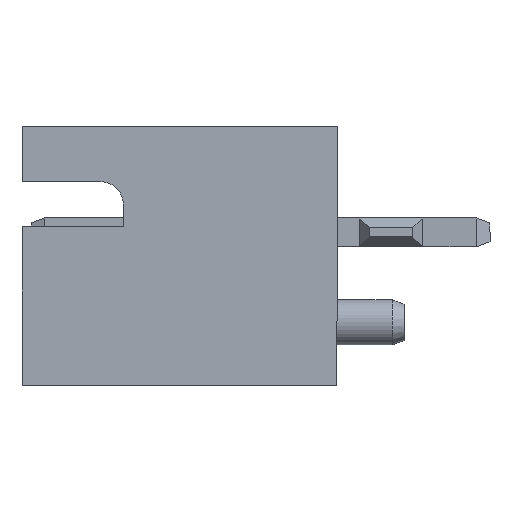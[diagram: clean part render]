
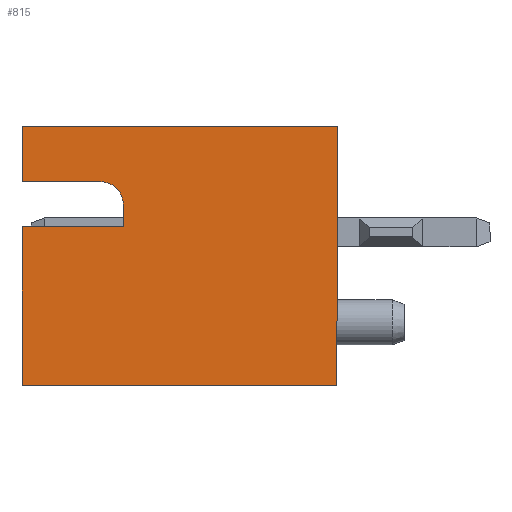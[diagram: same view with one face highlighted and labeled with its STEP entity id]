
A CAD part, left-side view. The second image highlights one B-rep face of the part: STEP entity #815.
In plain terms, the highlighted face is planar.
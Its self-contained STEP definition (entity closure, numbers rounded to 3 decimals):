
#15 = FACE_OUTER_BOUND ( 'NONE', #2034, .T. ) ;
#40 = LINE ( 'NONE', #1199, #3555 ) ;
#77 = VECTOR ( 'NONE', #191, 1000. ) ;
#90 = CARTESIAN_POINT ( 'NONE',  ( 7.45, 4.75, -0.625 ) ) ;
#110 = AXIS2_PLACEMENT_3D ( 'NONE', #1775, #3406, #1438 ) ;
#191 = DIRECTION ( 'NONE',  ( 0., -1., 0. ) ) ;
#226 = CIRCLE ( 'NONE', #110, 0.5 ) ;
#284 = DIRECTION ( 'NONE',  ( 0., 0., 1. ) ) ;
#425 = CARTESIAN_POINT ( 'NONE',  ( 7.45, 4.75, -0.625 ) ) ;
#446 = VERTEX_POINT ( 'NONE', #3059 ) ;
#550 = LINE ( 'NONE', #2257, #1106 ) ;
#742 = EDGE_CURVE ( 'NONE', #2982, #2415, #1259, .T. ) ;
#795 = LINE ( 'NONE', #1944, #1868 ) ;
#815 = ADVANCED_FACE ( 'NONE', ( #15 ), #1972, .T. ) ;
#860 = DIRECTION ( 'NONE',  ( 0., 0., -1. ) ) ;
#913 = CARTESIAN_POINT ( 'NONE',  ( 7.45, 7., 0. ) ) ;
#1007 = EDGE_CURVE ( 'NONE', #2819, #3586, #3178, .T. ) ;
#1105 = ORIENTED_EDGE ( 'NONE', *, *, #3552, .F. ) ;
#1106 = VECTOR ( 'NONE', #1124, 1000. ) ;
#1124 = DIRECTION ( 'NONE',  ( 0., 0., 1. ) ) ;
#1133 = DIRECTION ( 'NONE',  ( 1., 0., 0. ) ) ;
#1150 = LINE ( 'NONE', #913, #1813 ) ;
#1152 = DIRECTION ( 'NONE',  ( 0., 0., 1. ) ) ;
#1199 = CARTESIAN_POINT ( 'NONE',  ( 7.45, 7., -1.125 ) ) ;
#1259 = LINE ( 'NONE', #2712, #77 ) ;
#1307 = LINE ( 'NONE', #2156, #1927 ) ;
#1398 = VERTEX_POINT ( 'NONE', #3410 ) ;
#1438 = DIRECTION ( 'NONE',  ( 0., 0., 1. ) ) ;
#1512 = EDGE_CURVE ( 'NONE', #3260, #446, #795, .T. ) ;
#1621 = CARTESIAN_POINT ( 'NONE',  ( 7.45, 5.25, -1.125 ) ) ;
#1656 = DIRECTION ( 'NONE',  ( 0., 0., 1. ) ) ;
#1775 = CARTESIAN_POINT ( 'NONE',  ( 7.45, 5.25, -0.625 ) ) ;
#1813 = VECTOR ( 'NONE', #284, 1000. ) ;
#1859 = LINE ( 'NONE', #2064, #2787 ) ;
#1868 = VECTOR ( 'NONE', #1656, 1000. ) ;
#1922 = CARTESIAN_POINT ( 'NONE',  ( 7.45, 4.75, -0.125 ) ) ;
#1927 = VECTOR ( 'NONE', #2691, 1000. ) ;
#1944 = CARTESIAN_POINT ( 'NONE',  ( 7.45, 7., 0. ) ) ;
#1972 = PLANE ( 'NONE',  #3173 ) ;
#1985 = VERTEX_POINT ( 'NONE', #1621 ) ;
#2034 = EDGE_LOOP ( 'NONE', ( #2928, #2083, #3581, #3467, #2238, #2220, #3304, #1105, #2805 ) ) ;
#2064 = CARTESIAN_POINT ( 'NONE',  ( 7.45, 7., -2.35 ) ) ;
#2083 = ORIENTED_EDGE ( 'NONE', *, *, #3374, .T. ) ;
#2084 = EDGE_CURVE ( 'NONE', #3586, #1398, #1307, .T. ) ;
#2145 = CARTESIAN_POINT ( 'NONE',  ( 7.45, 0., 3.4 ) ) ;
#2156 = CARTESIAN_POINT ( 'NONE',  ( 7.45, 7., -0.125 ) ) ;
#2220 = ORIENTED_EDGE ( 'NONE', *, *, #742, .T. ) ;
#2238 = ORIENTED_EDGE ( 'NONE', *, *, #3075, .T. ) ;
#2257 = CARTESIAN_POINT ( 'NONE',  ( 7.45, 0., 0. ) ) ;
#2342 = CARTESIAN_POINT ( 'NONE',  ( 7.45, 0., -2.35 ) ) ;
#2415 = VERTEX_POINT ( 'NONE', #2145 ) ;
#2691 = DIRECTION ( 'NONE',  ( 0., 1., 0. ) ) ;
#2712 = CARTESIAN_POINT ( 'NONE',  ( 7.45, 7., 3.4 ) ) ;
#2773 = CARTESIAN_POINT ( 'NONE',  ( 7.45, 7., 3.4 ) ) ;
#2787 = VECTOR ( 'NONE', #3169, 1000. ) ;
#2805 = ORIENTED_EDGE ( 'NONE', *, *, #1512, .T. ) ;
#2806 = DIRECTION ( 'NONE',  ( 0., -1., 0. ) ) ;
#2819 = VERTEX_POINT ( 'NONE', #425 ) ;
#2825 = CARTESIAN_POINT ( 'NONE',  ( 7.45, 7., -2.35 ) ) ;
#2928 = ORIENTED_EDGE ( 'NONE', *, *, #3381, .T. ) ;
#2932 = VECTOR ( 'NONE', #1152, 1000. ) ;
#2982 = VERTEX_POINT ( 'NONE', #2773 ) ;
#3059 = CARTESIAN_POINT ( 'NONE',  ( 7.45, 7., -1.125 ) ) ;
#3075 = EDGE_CURVE ( 'NONE', #1398, #2982, #1150, .T. ) ;
#3169 = DIRECTION ( 'NONE',  ( 0., -1., 0. ) ) ;
#3173 = AXIS2_PLACEMENT_3D ( 'NONE', #3346, #1133, #860 ) ;
#3178 = LINE ( 'NONE', #90, #2932 ) ;
#3260 = VERTEX_POINT ( 'NONE', #2825 ) ;
#3299 = EDGE_CURVE ( 'NONE', #3526, #2415, #550, .T. ) ;
#3304 = ORIENTED_EDGE ( 'NONE', *, *, #3299, .F. ) ;
#3346 = CARTESIAN_POINT ( 'NONE',  ( 7.45, 7., 0. ) ) ;
#3374 = EDGE_CURVE ( 'NONE', #1985, #2819, #226, .T. ) ;
#3381 = EDGE_CURVE ( 'NONE', #446, #1985, #40, .T. ) ;
#3406 = DIRECTION ( 'NONE',  ( -1., 0., 0. ) ) ;
#3410 = CARTESIAN_POINT ( 'NONE',  ( 7.45, 7., -0.125 ) ) ;
#3467 = ORIENTED_EDGE ( 'NONE', *, *, #2084, .T. ) ;
#3526 = VERTEX_POINT ( 'NONE', #2342 ) ;
#3552 = EDGE_CURVE ( 'NONE', #3260, #3526, #1859, .T. ) ;
#3555 = VECTOR ( 'NONE', #2806, 1000. ) ;
#3581 = ORIENTED_EDGE ( 'NONE', *, *, #1007, .T. ) ;
#3586 = VERTEX_POINT ( 'NONE', #1922 ) ;
